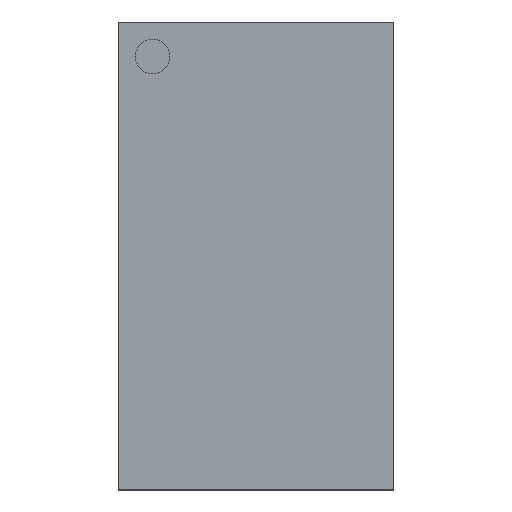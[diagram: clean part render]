
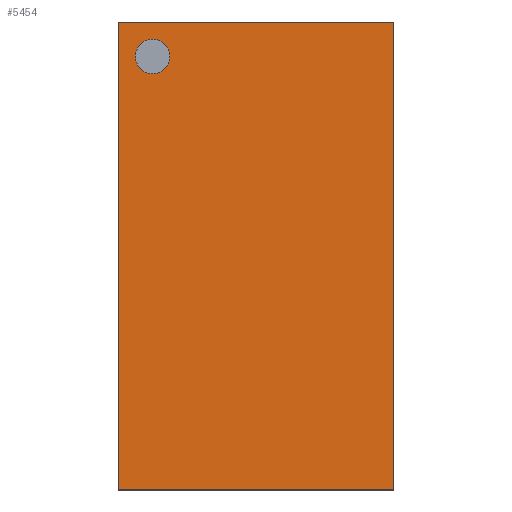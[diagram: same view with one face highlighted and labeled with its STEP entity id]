
A CAD part, top view. The second image highlights one B-rep face of the part: STEP entity #5454.
In plain terms, the highlighted planar face has unit normal (0, 0, 1).
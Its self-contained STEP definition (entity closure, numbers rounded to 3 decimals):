
#62 = CARTESIAN_POINT ( 'NONE',  ( -1.076, 2.076, 0.55 ) ) ;
#451 = DIRECTION ( 'NONE',  ( 0., 1., 0. ) ) ;
#606 = EDGE_LOOP ( 'NONE', ( #3356, #2219, #4377, #1307 ) ) ;
#992 = LINE ( 'NONE', #2674, #2197 ) ;
#995 = CARTESIAN_POINT ( 'NONE',  ( -1.435, -2.435, 0.55 ) ) ;
#1088 = VERTEX_POINT ( 'NONE', #5469 ) ;
#1093 = AXIS2_PLACEMENT_3D ( 'NONE', #62, #6387, #4814 ) ;
#1228 = VERTEX_POINT ( 'NONE', #4258 ) ;
#1298 = VECTOR ( 'NONE', #1827, 1000. ) ;
#1307 = ORIENTED_EDGE ( 'NONE', *, *, #7202, .F. ) ;
#1601 = CIRCLE ( 'NONE', #4514, 0.179 ) ;
#1827 = DIRECTION ( 'NONE',  ( 1., 0., 0. ) ) ;
#1872 = CARTESIAN_POINT ( 'NONE',  ( -1.435, 2.435, 0.55 ) ) ;
#2197 = VECTOR ( 'NONE', #451, 1000. ) ;
#2219 = ORIENTED_EDGE ( 'NONE', *, *, #6611, .T. ) ;
#2573 = EDGE_CURVE ( 'NONE', #1228, #5775, #6126, .T. ) ;
#2674 = CARTESIAN_POINT ( 'NONE',  ( 1.435, -2.435, 0.55 ) ) ;
#2692 = VECTOR ( 'NONE', #3232, 1000. ) ;
#2737 = VERTEX_POINT ( 'NONE', #4473 ) ;
#2768 = PLANE ( 'NONE',  #6311 ) ;
#3112 = CARTESIAN_POINT ( 'NONE',  ( -1.435, -2.435, 0.55 ) ) ;
#3232 = DIRECTION ( 'NONE',  ( 1., 0., 0. ) ) ;
#3330 = DIRECTION ( 'NONE',  ( 0., 1., 0. ) ) ;
#3356 = ORIENTED_EDGE ( 'NONE', *, *, #2573, .F. ) ;
#3915 = FACE_OUTER_BOUND ( 'NONE', #606, .T. ) ;
#3953 = LINE ( 'NONE', #4988, #2692 ) ;
#4036 = DIRECTION ( 'NONE',  ( 1., 0., 0. ) ) ;
#4167 = ORIENTED_EDGE ( 'NONE', *, *, #4902, .F. ) ;
#4237 = DIRECTION ( 'NONE',  ( 1., 0., 0. ) ) ;
#4258 = CARTESIAN_POINT ( 'NONE',  ( -1.435, -2.435, 0.55 ) ) ;
#4377 = ORIENTED_EDGE ( 'NONE', *, *, #6661, .T. ) ;
#4473 = CARTESIAN_POINT ( 'NONE',  ( -1.256, 2.076, 0.55 ) ) ;
#4514 = AXIS2_PLACEMENT_3D ( 'NONE', #5333, #6474, #4237 ) ;
#4575 = FACE_BOUND ( 'NONE', #6344, .T. ) ;
#4720 = EDGE_CURVE ( 'NONE', #5793, #2737, #6807, .T. ) ;
#4814 = DIRECTION ( 'NONE',  ( 1., 0., 0. ) ) ;
#4865 = LINE ( 'NONE', #3112, #1298 ) ;
#4902 = EDGE_CURVE ( 'NONE', #2737, #5793, #1601, .T. ) ;
#4988 = CARTESIAN_POINT ( 'NONE',  ( -1.435, 2.435, 0.55 ) ) ;
#5332 = ORIENTED_EDGE ( 'NONE', *, *, #4720, .F. ) ;
#5333 = CARTESIAN_POINT ( 'NONE',  ( -1.076, 2.076, 0.55 ) ) ;
#5403 = CARTESIAN_POINT ( 'NONE',  ( 1.435, -2.435, 0.55 ) ) ;
#5454 = ADVANCED_FACE ( 'NONE', ( #4575, #3915 ), #2768, .T. ) ;
#5469 = CARTESIAN_POINT ( 'NONE',  ( 1.435, 2.435, 0.55 ) ) ;
#5775 = VERTEX_POINT ( 'NONE', #1872 ) ;
#5793 = VERTEX_POINT ( 'NONE', #5857 ) ;
#5857 = CARTESIAN_POINT ( 'NONE',  ( -0.897, 2.076, 0.55 ) ) ;
#6126 = LINE ( 'NONE', #995, #6805 ) ;
#6220 = DIRECTION ( 'NONE',  ( 0., 0., 1. ) ) ;
#6249 = CARTESIAN_POINT ( 'NONE',  ( -1.435, -2.435, 0.55 ) ) ;
#6311 = AXIS2_PLACEMENT_3D ( 'NONE', #6249, #6220, #4036 ) ;
#6344 = EDGE_LOOP ( 'NONE', ( #5332, #4167 ) ) ;
#6387 = DIRECTION ( 'NONE',  ( 0., 0., 1. ) ) ;
#6474 = DIRECTION ( 'NONE',  ( 0., 0., 1. ) ) ;
#6479 = VERTEX_POINT ( 'NONE', #5403 ) ;
#6611 = EDGE_CURVE ( 'NONE', #1228, #6479, #4865, .T. ) ;
#6661 = EDGE_CURVE ( 'NONE', #6479, #1088, #992, .T. ) ;
#6805 = VECTOR ( 'NONE', #3330, 1000. ) ;
#6807 = CIRCLE ( 'NONE', #1093, 0.179 ) ;
#7202 = EDGE_CURVE ( 'NONE', #5775, #1088, #3953, .T. ) ;
